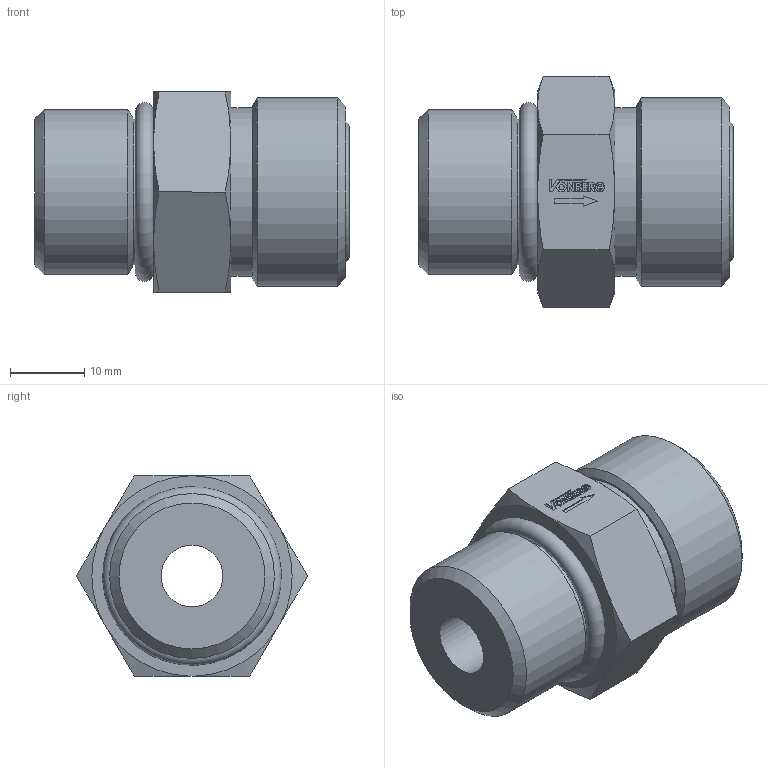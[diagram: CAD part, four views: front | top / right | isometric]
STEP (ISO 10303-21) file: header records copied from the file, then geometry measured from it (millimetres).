
FILE_DESCRIPTION((''),'2;1');
FILE_NAME('1110K.stp','2014-12-29T15:42:14',('jml'),(''),'Autodesk Inventor 2010','Autodesk Inventor 2010','');
FILE_SCHEMA(('AUTOMOTIVE_DESIGN { 1 0 10303 214 1 1 1 1 }'));
Length unit declared in the file: inch
Products named in the file (4): 1110K; 910 O-RING; 016 O-RING
Assembly tree (3 placements, depth 2):
  1110K
    1110K
    910 O-RING
    016 O-RING
Bounding box: 42.37 x 31.16 x 26.99 mm (x, y, z)
Volume: 17934.9 mm3; surface area: 6651.6 mm2
Topology: 3 solids, 3 shells, 136 faces, 342 edges, 226 vertices
Faces by surface type: plane 96, cylinder 22, cone 16, torus 2
Full cylindrical faces by diameter (mm): 0.696 x1, 8.331 x1, 14.478 x1, 19.05 x1, 19.685 x1, 22.225 x1, 22.758 x1, 25.4 x1
Entity records: 4103 total; most frequent: CARTESIAN_POINT 745, ORIENTED_EDGE 658, DIRECTION 654, EDGE_CURVE 329, VECTOR 242, LINE 242, VERTEX_POINT 225, AXIS2_PLACEMENT_3D 206
